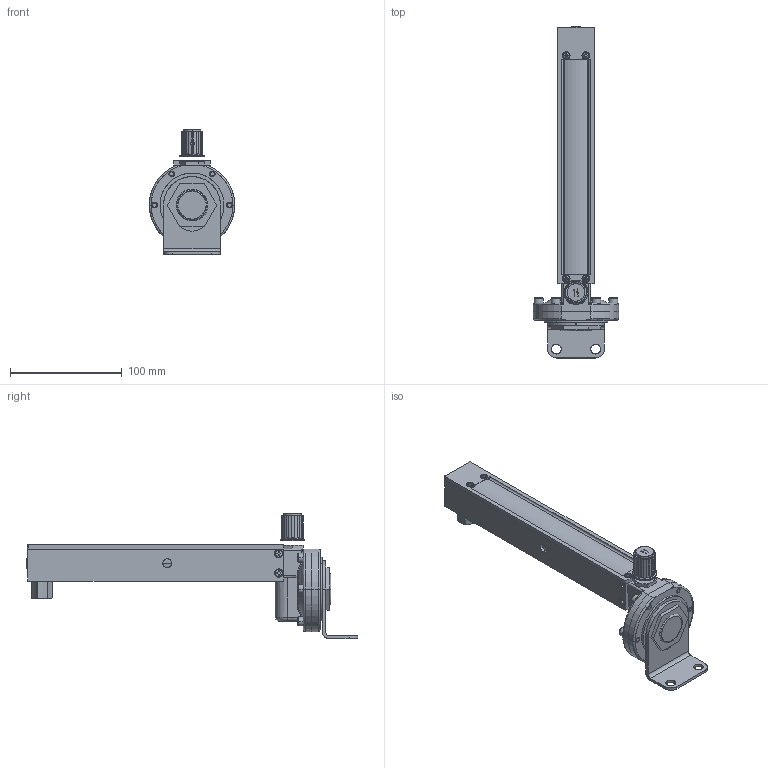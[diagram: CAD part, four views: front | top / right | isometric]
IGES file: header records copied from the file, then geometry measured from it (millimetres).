
Start section: SolidWorks IGES file using analytic representation for surfaces
Global section: file name: 1355G-J-J-1-A.IGS; native system: SolidWorks 2014; preprocessor: SolidWorks 2014; author: CFehr; date: 170608.102302; units: inch
Bounding box: 76.2 x 296.49 x 112.22 mm (x, y, z)
Surface area: 91087.8 mm2 (no closed solid volume)
Topology: 0 solids, 0 shells, 501 faces, 6366 edges, 6360 vertices
Faces by surface type: bspline 331, revolution 170
